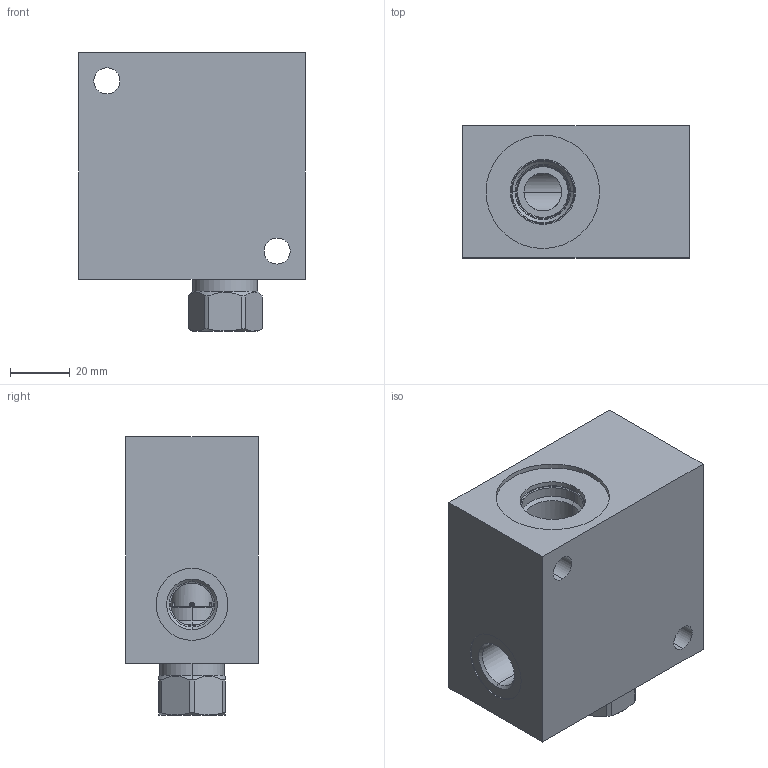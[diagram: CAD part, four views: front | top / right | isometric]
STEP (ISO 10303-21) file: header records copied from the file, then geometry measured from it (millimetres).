
FILE_DESCRIPTION((''),'2;1');
FILE_NAME('U9Y_ASM','2024-08-09T',('ProEService'),(''),'PRO/ENGINEER BY PARAMETRIC TECHNOLOGY CORPORATION, 2014200','PRO/ENGINEER BY PARAMETRIC TECHNOLOGY CORPORATION, 2014200','');
FILE_SCHEMA(('CONFIG_CONTROL_DESIGN'));
Length unit declared in the file: inch
Products named in the file (3): 174-425-006; CXDAXCN; U9Y_ASM
Assembly tree (2 placements, depth 2):
  U9Y_ASM
    174-425-006
    CXDAXCN
Bounding box: 76.2 x 44.45 x 93.68 mm (x, y, z)
Volume: 229627.2 mm3; surface area: 40772 mm2
Topology: 4 solids, 4 shells, 205 faces, 658 edges, 557 vertices
Faces by surface type: cylinder 90, cone 40, plane 34, torus 22, bspline 11, revolution 8
Entity records: 12999 total; most frequent: CARTESIAN_POINT 7278, DIRECTION 1182, ORIENTED_EDGE 940, EDGE_CURVE 470, AXIS2_PLACEMENT_3D 417, VECTOR 340, LINE 340, VERTEX_POINT 289
